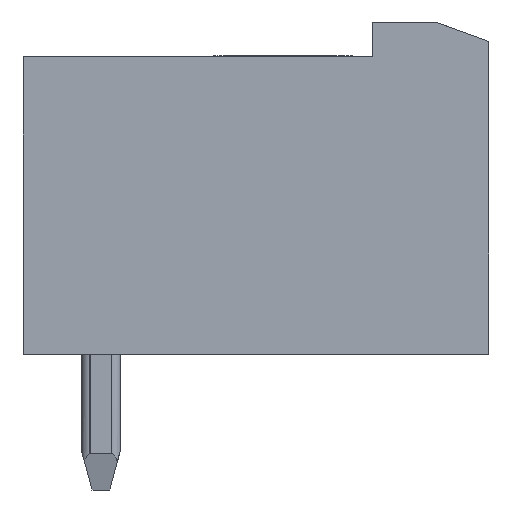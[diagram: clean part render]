
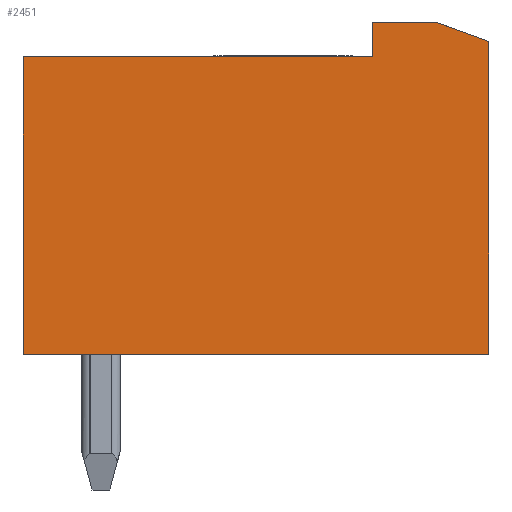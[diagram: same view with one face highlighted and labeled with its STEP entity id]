
A CAD part, left-side view. The second image highlights one B-rep face of the part: STEP entity #2451.
In plain terms, the highlighted planar face has unit normal (-1, 0, 0).
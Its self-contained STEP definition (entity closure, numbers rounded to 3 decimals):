
#2451=ADVANCED_FACE('',(#4757),#4758,.F.);
#4757=FACE_OUTER_BOUND('',#15736,.T.);
#4758=PLANE('',#15737);
#15736=EDGE_LOOP('',(#19352,#19353,#19354,#19355,#19356,#19357,#19358));
#15737=AXIS2_PLACEMENT_3D('',#19359,#19360,#19361);
#19352=ORIENTED_EDGE('',*,*,#22879,.T.);
#19353=ORIENTED_EDGE('',*,*,#22748,.T.);
#19354=ORIENTED_EDGE('',*,*,#22737,.T.);
#19355=ORIENTED_EDGE('',*,*,#22711,.T.);
#19356=ORIENTED_EDGE('',*,*,#22866,.F.);
#19357=ORIENTED_EDGE('',*,*,#22877,.F.);
#19358=ORIENTED_EDGE('',*,*,#22732,.F.);
#19359=CARTESIAN_POINT('',(0.,9.299,0.436));
#19360=DIRECTION('',(1.0,0.,0.));
#19361=DIRECTION('',(0.,0.,1.0));
#22711=EDGE_CURVE('',#24652,#24654,#24656,.T.);
#22732=EDGE_CURVE('',#24687,#24689,#24690,.F.);
#22737=EDGE_CURVE('',#24695,#24652,#24697,.T.);
#22748=EDGE_CURVE('',#24714,#24695,#24715,.T.);
#22866=EDGE_CURVE('',#24885,#24654,#24887,.F.);
#22877=EDGE_CURVE('',#24689,#24885,#24902,.F.);
#22879=EDGE_CURVE('',#24687,#24714,#24904,.F.);
#24652=VERTEX_POINT('',#27486);
#24654=VERTEX_POINT('',#27489);
#24656=LINE('',#27492,#27493);
#24687=VERTEX_POINT('',#27537);
#24689=VERTEX_POINT('',#27540);
#24690=LINE('',#27541,#27542);
#24695=VERTEX_POINT('',#27549);
#24697=LINE('',#27552,#27553);
#24714=VERTEX_POINT('',#27578);
#24715=LINE('',#27579,#27580);
#24885=VERTEX_POINT('',#27824);
#24887=LINE('',#27827,#27828);
#24902=LINE('',#27849,#27850);
#24904=LINE('',#27852,#27853);
#27486=CARTESIAN_POINT('',(0.,3.0,8.57));
#27489=CARTESIAN_POINT('',(0.,3.0,7.67));
#27492=CARTESIAN_POINT('',(0.,3.0,4.503));
#27493=VECTOR('',#30600,1.0);
#27537=CARTESIAN_POINT('',(0.,0.,0.));
#27540=CARTESIAN_POINT('',(0.,12.0,0.));
#27541=CARTESIAN_POINT('',(0.,8.4,0.));
#27542=VECTOR('',#30621,1.0);
#27549=CARTESIAN_POINT('',(0.,1.374,8.57));
#27552=CARTESIAN_POINT('',(0.,6.15,8.57));
#27553=VECTOR('',#30625,1.0);
#27578=CARTESIAN_POINT('',(0.,0.,8.07));
#27579=CARTESIAN_POINT('',(0.,2.879,9.118));
#27580=VECTOR('',#30634,1.0);
#27824=CARTESIAN_POINT('',(0.,12.0,7.67));
#27827=CARTESIAN_POINT('',(0.,8.9,7.67));
#27828=VECTOR('',#30753,1.0);
#27849=CARTESIAN_POINT('',(0.,12.0,4.053));
#27850=VECTOR('',#30760,1.0);
#27852=CARTESIAN_POINT('',(0.,0.0,0.441));
#27853=VECTOR('',#30761,1.0);
#30600=DIRECTION('',(0.,0.,-1.0));
#30621=DIRECTION('',(0.,-1.0,0.0));
#30625=DIRECTION('',(0.,1.0,0.0));
#30634=DIRECTION('',(0.,0.94,0.342));
#30753=DIRECTION('',(0.,1.0,0.0));
#30760=DIRECTION('',(0.,0.,-1.0));
#30761=DIRECTION('',(0.,0.,-1.0));
